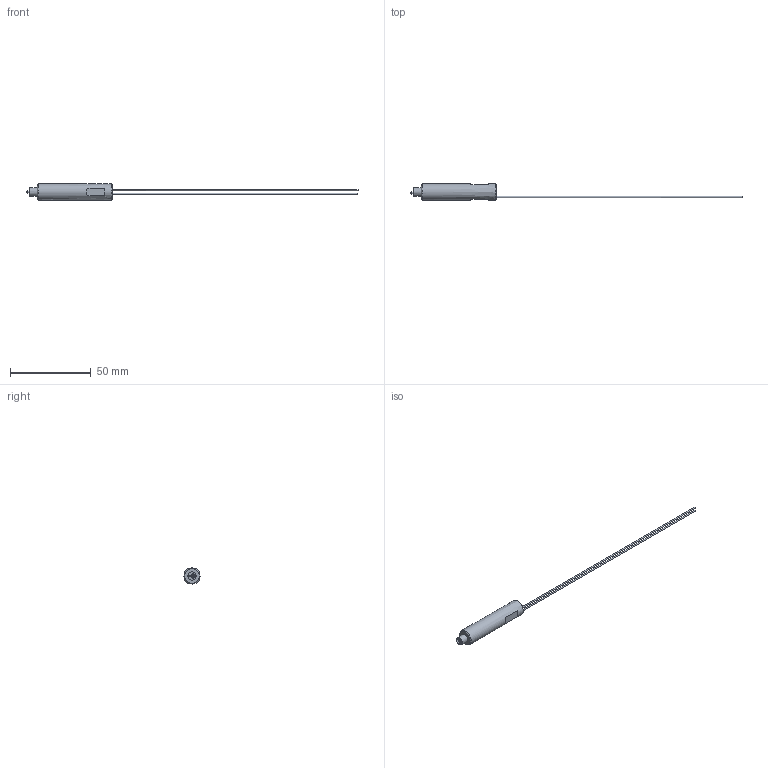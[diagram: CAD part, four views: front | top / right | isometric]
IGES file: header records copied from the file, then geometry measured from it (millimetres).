
Start section: SolidWorks IGES file using analytic representation for surfaces
Global section: file name: BMP-4 IGS File.IGS; native system: SolidWorks 2015; preprocessor: SolidWorks 2015; author: wmiller; date: 170905.150117; units: inch
Bounding box: 205.11 x 10 x 10 mm (x, y, z)
Surface area: 2362.8 mm2 (no closed solid volume)
Topology: 0 solids, 0 shells, 38 faces, 163 edges, 147 vertices
Faces by surface type: bspline 22, revolution 16
